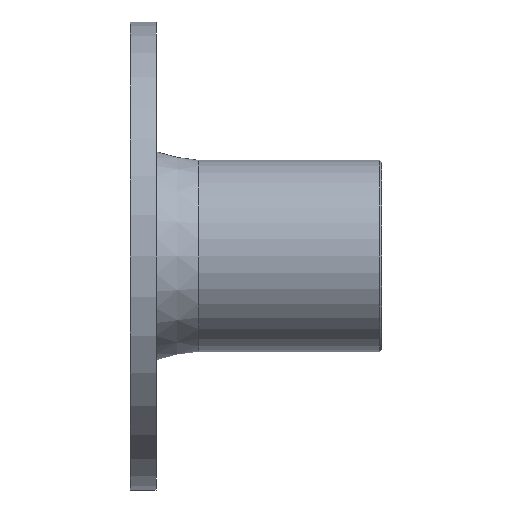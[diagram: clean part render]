
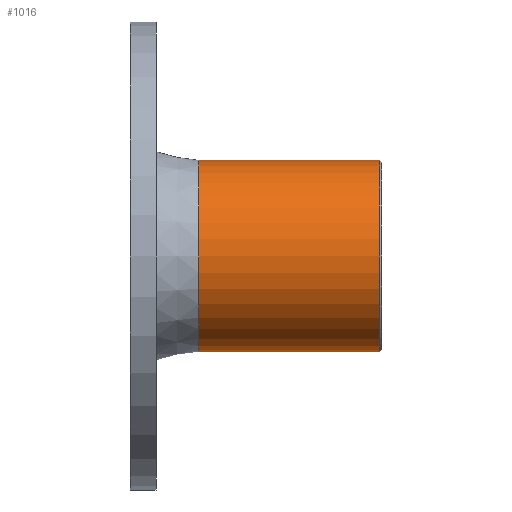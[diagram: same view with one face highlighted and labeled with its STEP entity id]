
A CAD part, front view. The second image highlights one B-rep face of the part: STEP entity #1016.
In plain terms, the highlighted cylindrical face has radius 45 mm (diameter 90 mm), a full revolution.
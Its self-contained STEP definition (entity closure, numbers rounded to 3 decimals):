
#176=CYLINDRICAL_SURFACE('',#1088,45.);
#210=FACE_BOUND('',#332,.T.);
#262=FACE_OUTER_BOUND('',#331,.T.);
#331=EDGE_LOOP('',(#751));
#332=EDGE_LOOP('',(#752));
#449=CIRCLE('',#1086,45.);
#451=CIRCLE('',#1089,45.);
#517=VERTEX_POINT('',#1561);
#519=VERTEX_POINT('',#1566);
#617=EDGE_CURVE('',#517,#517,#449,.T.);
#619=EDGE_CURVE('',#519,#519,#451,.T.);
#751=ORIENTED_EDGE('',*,*,#619,.T.);
#752=ORIENTED_EDGE('',*,*,#617,.F.);
#1016=ADVANCED_FACE('',(#262,#210),#176,.T.);
#1086=AXIS2_PLACEMENT_3D('',#1562,#1225,#1226);
#1088=AXIS2_PLACEMENT_3D('',#1565,#1229,#1230);
#1089=AXIS2_PLACEMENT_3D('',#1567,#1231,#1232);
#1225=DIRECTION('center_axis',(1.,0.,0.));
#1226=DIRECTION('ref_axis',(0.,-1.,0.));
#1229=DIRECTION('center_axis',(1.,0.,0.));
#1230=DIRECTION('ref_axis',(0.,1.,0.));
#1231=DIRECTION('center_axis',(1.,0.,0.));
#1232=DIRECTION('ref_axis',(0.,0.,-1.));
#1561=CARTESIAN_POINT('',(-0.9,45.,0.));
#1562=CARTESIAN_POINT('Origin',(-0.9,0.,
0.));
#1565=CARTESIAN_POINT('Origin',(-43.,0.,0.));
#1566=CARTESIAN_POINT('',(-86.,45.,0.));
#1567=CARTESIAN_POINT('Origin',(-86.,0.,0.));
